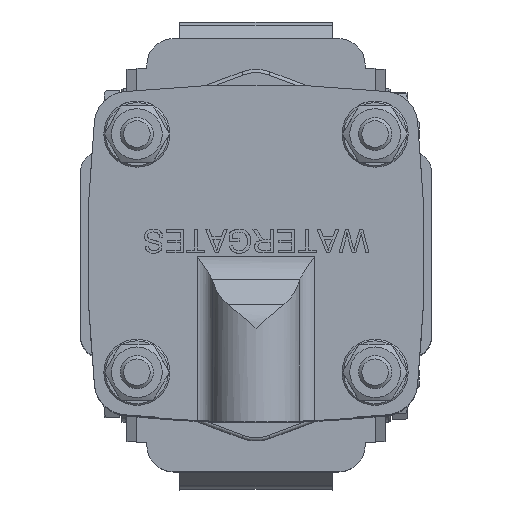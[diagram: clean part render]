
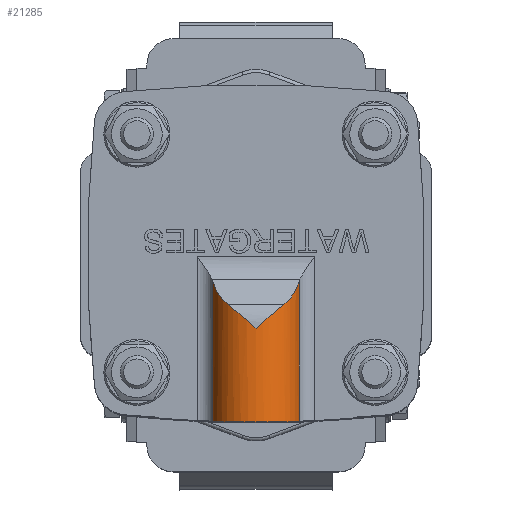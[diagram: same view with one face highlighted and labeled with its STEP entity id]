
A CAD part, top view. The second image highlights one B-rep face of the part: STEP entity #21285.
In plain terms, the highlighted cylindrical face has radius 13.5 mm (diameter 27 mm), a partial arc.
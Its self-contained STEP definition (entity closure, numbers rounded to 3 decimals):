
#2452=LINE('',#37774,#4172);
#2453=LINE('',#37781,#4173);
#2454=LINE('',#37801,#4174);
#4172=VECTOR('',#27831,13.5);
#4173=VECTOR('',#27832,10.);
#4174=VECTOR('',#27837,10.);
#4764=ELLIPSE('',#23296,19.092,13.5);
#4765=ELLIPSE('',#23297,19.092,13.5);
#5056=CYLINDRICAL_SURFACE('',#23295,13.5);
#6000=FACE_OUTER_BOUND('',#7344,.T.);
#7344=EDGE_LOOP('',(#18343,#18344,#18345,#18346,#18347,#18348,#18349,#18350,
#18351,#18352));
#8426=CIRCLE('',#23298,13.5);
#8918=B_SPLINE_CURVE_WITH_KNOTS('',3,(#37776,#37777,#37778,#37779),
 .UNSPECIFIED.,.F.,.F.,(4,4),(3.712,4.069),
 .UNSPECIFIED.);
#8919=B_SPLINE_CURVE_WITH_KNOTS('',3,(#37785,#37786,#37787,#37788,#37789,
#37790),.UNSPECIFIED.,.F.,.F.,(4,2,4),(5.927,6.429,
7.018),.UNSPECIFIED.);
#8920=B_SPLINE_CURVE_WITH_KNOTS('',3,(#37792,#37793,#37794,#37795,#37796,
#37797),.UNSPECIFIED.,.F.,.F.,(4,2,4),(0.,0.59,1.091),
 .UNSPECIFIED.);
#8921=B_SPLINE_CURVE_WITH_KNOTS('',3,(#37803,#37804,#37805,#37806,#37807,
#37808,#37809,#37810,#37811,#37812,#37813,#37814,#37815),.UNSPECIFIED.,
 .F.,.F.,(4,3,2,2,2,4),(-0.357,0.,0.509,1.017,
1.526,2.034),.UNSPECIFIED.);
#10390=VERTEX_POINT('',#37772);
#10391=VERTEX_POINT('',#37773);
#10392=VERTEX_POINT('',#37775);
#10393=VERTEX_POINT('',#37780);
#10394=VERTEX_POINT('',#37782);
#10395=VERTEX_POINT('',#37784);
#10396=VERTEX_POINT('',#37791);
#10397=VERTEX_POINT('',#37798);
#10398=VERTEX_POINT('',#37800);
#10399=VERTEX_POINT('',#37802);
#13136=EDGE_CURVE('',#10390,#10391,#2452,.T.);
#13137=EDGE_CURVE('',#10390,#10392,#8918,.F.);
#13138=EDGE_CURVE('',#10393,#10392,#2453,.T.);
#13139=EDGE_CURVE('',#10393,#10394,#4764,.T.);
#13140=EDGE_CURVE('',#10394,#10395,#8919,.T.);
#13141=EDGE_CURVE('',#10395,#10396,#8920,.T.);
#13142=EDGE_CURVE('',#10396,#10397,#4765,.T.);
#13143=EDGE_CURVE('',#10398,#10397,#2454,.T.);
#13144=EDGE_CURVE('',#10398,#10399,#8921,.T.);
#13145=EDGE_CURVE('',#10399,#10391,#8426,.T.);
#18343=ORIENTED_EDGE('',*,*,#13136,.F.);
#18344=ORIENTED_EDGE('',*,*,#13137,.T.);
#18345=ORIENTED_EDGE('',*,*,#13138,.F.);
#18346=ORIENTED_EDGE('',*,*,#13139,.T.);
#18347=ORIENTED_EDGE('',*,*,#13140,.T.);
#18348=ORIENTED_EDGE('',*,*,#13141,.T.);
#18349=ORIENTED_EDGE('',*,*,#13142,.T.);
#18350=ORIENTED_EDGE('',*,*,#13143,.F.);
#18351=ORIENTED_EDGE('',*,*,#13144,.T.);
#18352=ORIENTED_EDGE('',*,*,#13145,.T.);
#21285=ADVANCED_FACE('',(#6000),#5056,.T.);
#23295=AXIS2_PLACEMENT_3D('',#37771,#27829,#27830);
#23296=AXIS2_PLACEMENT_3D('',#37783,#27833,#27834);
#23297=AXIS2_PLACEMENT_3D('',#37799,#27835,#27836);
#23298=AXIS2_PLACEMENT_3D('',#37816,#27838,#27839);
#27829=DIRECTION('center_axis',(-1.,0.,0.));
#27830=DIRECTION('ref_axis',(0.,-1.,0.));
#27831=DIRECTION('',(1.,0.,0.));
#27832=DIRECTION('',(1.,0.,0.));
#27833=DIRECTION('center_axis',(0.707,0.,-0.707));
#27834=DIRECTION('ref_axis',(0.707,0.,0.707));
#27835=DIRECTION('center_axis',(0.707,0.,-0.707));
#27836=DIRECTION('ref_axis',(0.707,0.,0.707));
#27837=DIRECTION('',(-1.,0.,0.));
#27838=DIRECTION('center_axis',(-1.,0.,0.));
#27839=DIRECTION('ref_axis',(0.,-1.,0.));
#37771=CARTESIAN_POINT('Origin',(51.,0.,14.));
#37772=CARTESIAN_POINT('',(50.753,13.5,14.));
#37773=CARTESIAN_POINT('',(51.,13.5,14.));
#37774=CARTESIAN_POINT('',(51.,13.5,14.));
#37775=CARTESIAN_POINT('',(50.771,12.998,17.649));
#37776=CARTESIAN_POINT('Ctrl Pts',(50.771,12.998,17.649));
#37777=CARTESIAN_POINT('Ctrl Pts',(50.759,13.338,16.437));
#37778=CARTESIAN_POINT('Ctrl Pts',(50.753,13.5,15.19));
#37779=CARTESIAN_POINT('Ctrl Pts',(50.753,13.5,14.));
#37780=CARTESIAN_POINT('',(8.649,12.998,17.649));
#37781=CARTESIAN_POINT('',(51.,12.998,17.649));
#37782=CARTESIAN_POINT('',(15.571,8.397,24.571));
#37783=CARTESIAN_POINT('Origin',(5.,0.,14.));
#37784=CARTESIAN_POINT('',(22.642,0.,27.5));
#37785=CARTESIAN_POINT('Ctrl Pts',(15.571,8.397,24.571));
#37786=CARTESIAN_POINT('Ctrl Pts',(16.471,7.264,25.471));
#37787=CARTESIAN_POINT('Ctrl Pts',(17.534,5.984,26.183));
#37788=CARTESIAN_POINT('Ctrl Pts',(19.968,3.106,27.242));
#37789=CARTESIAN_POINT('Ctrl Pts',(21.36,1.489,27.5));
#37790=CARTESIAN_POINT('Ctrl Pts',(22.642,0.,27.5));
#37791=CARTESIAN_POINT('',(15.571,-8.397,24.571));
#37792=CARTESIAN_POINT('Ctrl Pts',(22.642,0.,27.5));
#37793=CARTESIAN_POINT('Ctrl Pts',(21.36,-1.489,27.5));
#37794=CARTESIAN_POINT('Ctrl Pts',(19.968,-3.106,27.242));
#37795=CARTESIAN_POINT('Ctrl Pts',(17.534,-5.984,26.183));
#37796=CARTESIAN_POINT('Ctrl Pts',(16.471,-7.264,25.471));
#37797=CARTESIAN_POINT('Ctrl Pts',(15.571,-8.397,24.571));
#37798=CARTESIAN_POINT('',(8.649,-12.998,17.649));
#37799=CARTESIAN_POINT('Origin',(5.,0.,14.));
#37800=CARTESIAN_POINT('',(50.771,-12.998,17.649));
#37801=CARTESIAN_POINT('',(51.,-12.998,17.649));
#37802=CARTESIAN_POINT('',(51.,0.,0.5));
#37803=CARTESIAN_POINT('Ctrl Pts',(50.771,-12.998,17.649));
#37804=CARTESIAN_POINT('Ctrl Pts',(50.759,-13.338,16.437));
#37805=CARTESIAN_POINT('Ctrl Pts',(50.753,-13.5,15.19));
#37806=CARTESIAN_POINT('Ctrl Pts',(50.753,-13.5,14.));
#37807=CARTESIAN_POINT('Ctrl Pts',(50.753,-13.5,12.305));
#37808=CARTESIAN_POINT('Ctrl Pts',(50.766,-13.161,10.497));
#37809=CARTESIAN_POINT('Ctrl Pts',(50.812,-11.783,7.171));
#37810=CARTESIAN_POINT('Ctrl Pts',(50.845,-10.744,5.653));
#37811=CARTESIAN_POINT('Ctrl Pts',(50.907,-8.347,3.256));
#37812=CARTESIAN_POINT('Ctrl Pts',(50.94,-6.829,2.217));
#37813=CARTESIAN_POINT('Ctrl Pts',(50.987,-3.503,0.839));
#37814=CARTESIAN_POINT('Ctrl Pts',(51.,-1.695,0.5));
#37815=CARTESIAN_POINT('Ctrl Pts',(51.,0.,
0.5));
#37816=CARTESIAN_POINT('Origin',(51.,0.,14.));
